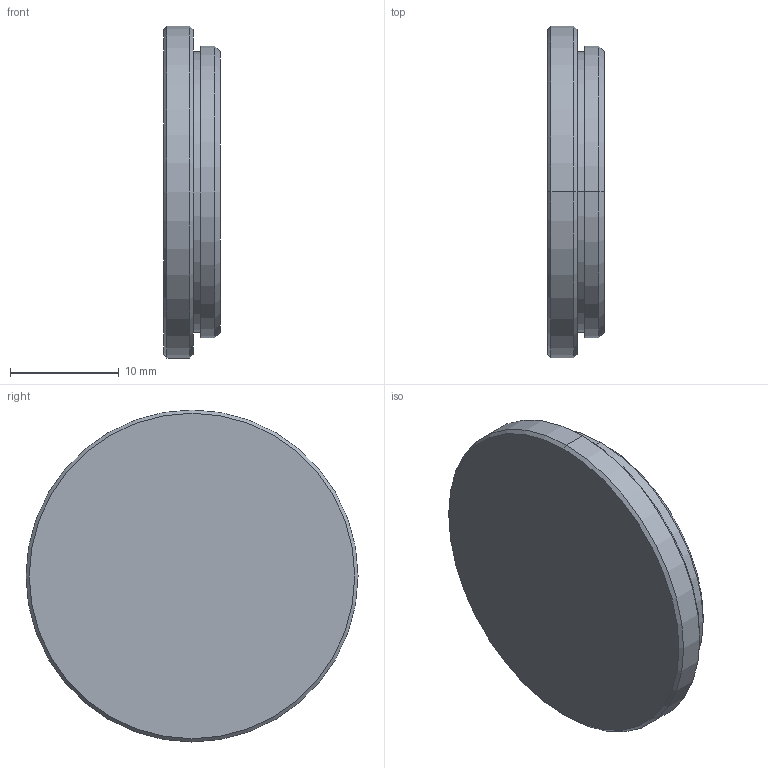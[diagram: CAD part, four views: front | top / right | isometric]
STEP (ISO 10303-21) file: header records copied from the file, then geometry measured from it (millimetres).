
FILE_DESCRIPTION (( 'STEP AP214' ), '1' );
FILE_NAME ('1.7.6.19_ZTL-G1.0_SM1.0芵噩杶芠裔啣.STEP', '2021-07-27T08:35:07', ( 'Microsoft' ), ( 'Microsoft' ), 'SwSTEP 2.0', 'SolidWorks 2018', '' );
FILE_SCHEMA (( 'AUTOMOTIVE_DESIGN' ));
Length unit declared in the file: millimetre
Products named in the file (1): 1.7.6.19_ZTL-G1.0_SM1.0芵噩杶芠裔啣
Bounding box: 5.2 x 30.5 x 30.5 mm (x, y, z)
Surface area: 1911.9 mm2 (no closed solid volume)
Topology: 0 solids, 2 shells, 17 faces, 36 edges, 21 vertices
Faces by surface type: cone 8, cylinder 6, plane 3
Entity records: 655 total; most frequent: DIRECTION 90, CARTESIAN_POINT 73, ORIENTED_EDGE 64, AXIS2_PLACEMENT_3D 38, EDGE_CURVE 34, VERTEX_POINT 21, CIRCLE 20, UNCERTAINTY_MEASURE_WITH_UNIT 19
